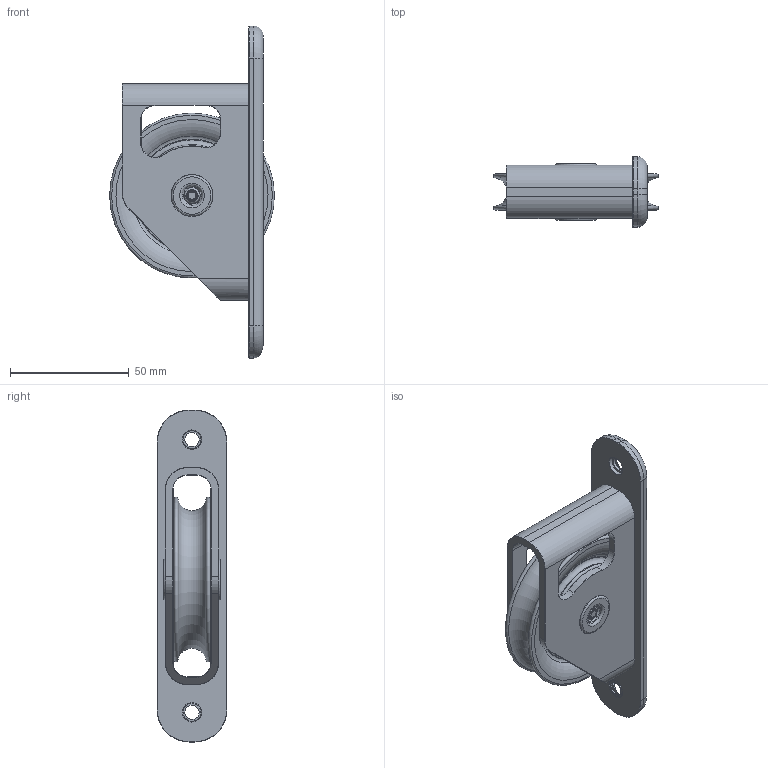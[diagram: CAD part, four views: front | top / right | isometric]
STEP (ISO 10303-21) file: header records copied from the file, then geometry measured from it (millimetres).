
FILE_DESCRIPTION(/* description */ (''),/* implementation_level */ '2;1');
FILE_NAME(/* name */ '00718.stp',/* time_stamp */ '2021-01-08T12:51:31+01:00',/* author */ ('lucade'),/* organization */ (''),/* preprocessor_version */ 'ST-DEVELOPER v18.1',/* originating_system */ 'Autodesk Inventor 2021',/* authorisation */ '');
FILE_SCHEMA (('AUTOMOTIVE_DESIGN { 1 0 10303 214 3 1 1 }'));
Length unit declared in the file: millimetre
Products named in the file (1): Parte5
Bounding box: 69.49 x 29.5 x 140 mm (x, y, z)
Volume: 76974.9 mm3; surface area: 39552.3 mm2
Topology: 1 solids, 2 shells, 342 faces, 797 edges, 474 vertices
Faces by surface type: cylinder 111, plane 92, torus 82, bspline 26, cone 25, sphere 6
Full cylindrical faces by diameter (mm): 3.8 x3, 3.9 x1, 4.2 x2, 4.5 x1, 6 x2, 6.5 x1, 7 x1, 7.1 x1, 7.3 x1, 7.5 x2, 8 x2, 8.4 x1, 11.8 x2, 12 x3, 14 x2, 15 x2, 17.3 x2, 17.5 x2, 25 x2, 32.6 x2, 39.4 x2, 43 x2
Entity records: 10529 total; most frequent: CARTESIAN_POINT 2636, DIRECTION 1781, ORIENTED_EDGE 1584, EDGE_CURVE 792, AXIS2_PLACEMENT_3D 759, VERTEX_POINT 474, CIRCLE 434, EDGE_LOOP 380
